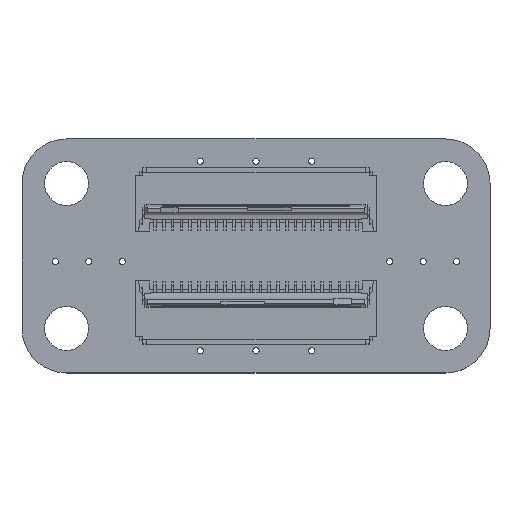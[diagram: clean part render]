
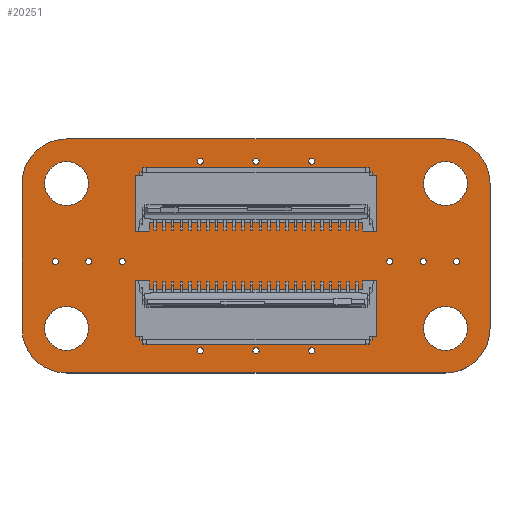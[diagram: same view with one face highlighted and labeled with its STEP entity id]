
A CAD part, top view. The second image highlights one B-rep face of the part: STEP entity #20251.
In plain terms, the highlighted planar face has unit normal (0, 0, 1).
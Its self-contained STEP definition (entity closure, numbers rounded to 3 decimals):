
#1057=FACE_BOUND('',#3258,.T.);
#1058=FACE_BOUND('',#3259,.T.);
#1059=FACE_BOUND('',#3260,.T.);
#1060=FACE_BOUND('',#3261,.T.);
#1061=FACE_BOUND('',#3262,.T.);
#1062=FACE_BOUND('',#3263,.T.);
#1063=FACE_BOUND('',#3264,.T.);
#1064=FACE_BOUND('',#3265,.T.);
#1065=FACE_BOUND('',#3266,.T.);
#1066=FACE_BOUND('',#3267,.T.);
#1067=FACE_BOUND('',#3268,.T.);
#1068=FACE_BOUND('',#3269,.T.);
#1069=FACE_BOUND('',#3270,.T.);
#1070=FACE_BOUND('',#3271,.T.);
#1071=FACE_BOUND('',#3272,.T.);
#1072=FACE_BOUND('',#3273,.T.);
#1243=PLANE('',#21377);
#2220=FACE_OUTER_BOUND('',#3257,.T.);
#3257=EDGE_LOOP('',(#14652,#14653,#14654,#14655,#14656,#14657,#14658,#14659,
#14660,#14661,#14662));
#3258=EDGE_LOOP('',(#14663));
#3259=EDGE_LOOP('',(#14664));
#3260=EDGE_LOOP('',(#14665));
#3261=EDGE_LOOP('',(#14666));
#3262=EDGE_LOOP('',(#14667));
#3263=EDGE_LOOP('',(#14668));
#3264=EDGE_LOOP('',(#14669));
#3265=EDGE_LOOP('',(#14670));
#3266=EDGE_LOOP('',(#14671));
#3267=EDGE_LOOP('',(#14672));
#3268=EDGE_LOOP('',(#14673));
#3269=EDGE_LOOP('',(#14674));
#3270=EDGE_LOOP('',(#14675));
#3271=EDGE_LOOP('',(#14676));
#3272=EDGE_LOOP('',(#14677));
#3273=EDGE_LOOP('',(#14678));
#4465=LINE('',#27697,#7101);
#4468=LINE('',#27703,#7104);
#4472=LINE('',#27715,#7108);
#4475=LINE('',#27721,#7111);
#4479=LINE('',#27733,#7115);
#4482=LINE('',#27739,#7118);
#4486=LINE('',#27749,#7122);
#7101=VECTOR('',#22649,10.);
#7104=VECTOR('',#22654,10.);
#7108=VECTOR('',#22666,10.);
#7111=VECTOR('',#22671,10.);
#7115=VECTOR('',#22683,10.);
#7118=VECTOR('',#22688,10.);
#7122=VECTOR('',#22700,10.);
#9719=CIRCLE('',#21312,1.25);
#9721=CIRCLE('',#21315,0.175);
#9723=CIRCLE('',#21318,0.175);
#9725=CIRCLE('',#21321,0.175);
#9727=CIRCLE('',#21324,1.25);
#9729=CIRCLE('',#21327,0.175);
#9731=CIRCLE('',#21330,0.175);
#9733=CIRCLE('',#21333,0.175);
#9735=CIRCLE('',#21336,1.25);
#9737=CIRCLE('',#21339,0.175);
#9739=CIRCLE('',#21342,0.175);
#9741=CIRCLE('',#21345,0.175);
#9743=CIRCLE('',#21348,1.25);
#9745=CIRCLE('',#21351,0.175);
#9747=CIRCLE('',#21354,0.175);
#9749=CIRCLE('',#21357,0.175);
#9751=CIRCLE('',#21360,2.54);
#9753=CIRCLE('',#21365,2.54);
#9755=CIRCLE('',#21370,2.54);
#9757=CIRCLE('',#21375,2.54);
#9881=VERTEX_POINT('',#27591);
#9883=VERTEX_POINT('',#27597);
#9885=VERTEX_POINT('',#27603);
#9887=VERTEX_POINT('',#27609);
#9889=VERTEX_POINT('',#27615);
#9891=VERTEX_POINT('',#27621);
#9893=VERTEX_POINT('',#27627);
#9895=VERTEX_POINT('',#27633);
#9897=VERTEX_POINT('',#27639);
#9899=VERTEX_POINT('',#27645);
#9901=VERTEX_POINT('',#27651);
#9903=VERTEX_POINT('',#27657);
#9905=VERTEX_POINT('',#27663);
#9907=VERTEX_POINT('',#27669);
#9909=VERTEX_POINT('',#27675);
#9911=VERTEX_POINT('',#27681);
#9914=VERTEX_POINT('',#27688);
#9915=VERTEX_POINT('',#27690);
#9917=VERTEX_POINT('',#27696);
#9919=VERTEX_POINT('',#27702);
#9921=VERTEX_POINT('',#27708);
#9923=VERTEX_POINT('',#27714);
#9925=VERTEX_POINT('',#27720);
#9927=VERTEX_POINT('',#27726);
#9929=VERTEX_POINT('',#27732);
#9931=VERTEX_POINT('',#27738);
#9933=VERTEX_POINT('',#27744);
#11746=EDGE_CURVE('',#9881,#9881,#9719,.T.);
#11749=EDGE_CURVE('',#9883,#9883,#9721,.T.);
#11752=EDGE_CURVE('',#9885,#9885,#9723,.T.);
#11755=EDGE_CURVE('',#9887,#9887,#9725,.T.);
#11758=EDGE_CURVE('',#9889,#9889,#9727,.T.);
#11761=EDGE_CURVE('',#9891,#9891,#9729,.T.);
#11764=EDGE_CURVE('',#9893,#9893,#9731,.T.);
#11767=EDGE_CURVE('',#9895,#9895,#9733,.T.);
#11770=EDGE_CURVE('',#9897,#9897,#9735,.T.);
#11773=EDGE_CURVE('',#9899,#9899,#9737,.T.);
#11776=EDGE_CURVE('',#9901,#9901,#9739,.T.);
#11779=EDGE_CURVE('',#9903,#9903,#9741,.T.);
#11782=EDGE_CURVE('',#9905,#9905,#9743,.T.);
#11785=EDGE_CURVE('',#9907,#9907,#9745,.T.);
#11788=EDGE_CURVE('',#9909,#9909,#9747,.T.);
#11791=EDGE_CURVE('',#9911,#9911,#9749,.T.);
#11794=EDGE_CURVE('',#9915,#9914,#9751,.T.);
#11797=EDGE_CURVE('',#9917,#9915,#4465,.T.);
#11800=EDGE_CURVE('',#9919,#9917,#4468,.T.);
#11803=EDGE_CURVE('',#9921,#9919,#9753,.T.);
#11806=EDGE_CURVE('',#9923,#9921,#4472,.T.);
#11809=EDGE_CURVE('',#9925,#9923,#4475,.T.);
#11812=EDGE_CURVE('',#9927,#9925,#9755,.T.);
#11815=EDGE_CURVE('',#9929,#9927,#4479,.T.);
#11818=EDGE_CURVE('',#9931,#9929,#4482,.T.);
#11821=EDGE_CURVE('',#9933,#9931,#9757,.T.);
#11824=EDGE_CURVE('',#9914,#9933,#4486,.T.);
#14652=ORIENTED_EDGE('',*,*,#11824,.T.);
#14653=ORIENTED_EDGE('',*,*,#11821,.T.);
#14654=ORIENTED_EDGE('',*,*,#11818,.T.);
#14655=ORIENTED_EDGE('',*,*,#11815,.T.);
#14656=ORIENTED_EDGE('',*,*,#11812,.T.);
#14657=ORIENTED_EDGE('',*,*,#11809,.T.);
#14658=ORIENTED_EDGE('',*,*,#11806,.T.);
#14659=ORIENTED_EDGE('',*,*,#11803,.T.);
#14660=ORIENTED_EDGE('',*,*,#11800,.T.);
#14661=ORIENTED_EDGE('',*,*,#11797,.T.);
#14662=ORIENTED_EDGE('',*,*,#11794,.T.);
#14663=ORIENTED_EDGE('',*,*,#11746,.T.);
#14664=ORIENTED_EDGE('',*,*,#11749,.T.);
#14665=ORIENTED_EDGE('',*,*,#11752,.T.);
#14666=ORIENTED_EDGE('',*,*,#11755,.T.);
#14667=ORIENTED_EDGE('',*,*,#11758,.T.);
#14668=ORIENTED_EDGE('',*,*,#11761,.T.);
#14669=ORIENTED_EDGE('',*,*,#11764,.T.);
#14670=ORIENTED_EDGE('',*,*,#11767,.T.);
#14671=ORIENTED_EDGE('',*,*,#11770,.T.);
#14672=ORIENTED_EDGE('',*,*,#11773,.T.);
#14673=ORIENTED_EDGE('',*,*,#11776,.T.);
#14674=ORIENTED_EDGE('',*,*,#11779,.T.);
#14675=ORIENTED_EDGE('',*,*,#11782,.T.);
#14676=ORIENTED_EDGE('',*,*,#11785,.T.);
#14677=ORIENTED_EDGE('',*,*,#11788,.T.);
#14678=ORIENTED_EDGE('',*,*,#11791,.T.);
#20251=ADVANCED_FACE('',(#2220,#1057,#1058,#1059,#1060,#1061,#1062,#1063,
#1064,#1065,#1066,#1067,#1068,#1069,#1070,#1071,#1072),#1243,.T.);
#21312=AXIS2_PLACEMENT_3D('',#27593,#22531,#22532);
#21315=AXIS2_PLACEMENT_3D('',#27599,#22538,#22539);
#21318=AXIS2_PLACEMENT_3D('',#27605,#22545,#22546);
#21321=AXIS2_PLACEMENT_3D('',#27611,#22552,#22553);
#21324=AXIS2_PLACEMENT_3D('',#27617,#22559,#22560);
#21327=AXIS2_PLACEMENT_3D('',#27623,#22566,#22567);
#21330=AXIS2_PLACEMENT_3D('',#27629,#22573,#22574);
#21333=AXIS2_PLACEMENT_3D('',#27635,#22580,#22581);
#21336=AXIS2_PLACEMENT_3D('',#27641,#22587,#22588);
#21339=AXIS2_PLACEMENT_3D('',#27647,#22594,#22595);
#21342=AXIS2_PLACEMENT_3D('',#27653,#22601,#22602);
#21345=AXIS2_PLACEMENT_3D('',#27659,#22608,#22609);
#21348=AXIS2_PLACEMENT_3D('',#27665,#22615,#22616);
#21351=AXIS2_PLACEMENT_3D('',#27671,#22622,#22623);
#21354=AXIS2_PLACEMENT_3D('',#27677,#22629,#22630);
#21357=AXIS2_PLACEMENT_3D('',#27683,#22636,#22637);
#21360=AXIS2_PLACEMENT_3D('',#27691,#22643,#22644);
#21365=AXIS2_PLACEMENT_3D('',#27709,#22660,#22661);
#21370=AXIS2_PLACEMENT_3D('',#27727,#22677,#22678);
#21375=AXIS2_PLACEMENT_3D('',#27745,#22694,#22695);
#21377=AXIS2_PLACEMENT_3D('',#27750,#22701,#22702);
#22531=DIRECTION('center_axis',(0.,0.,-1.));
#22532=DIRECTION('ref_axis',(1.,0.,0.));
#22538=DIRECTION('center_axis',(0.,0.,-1.));
#22539=DIRECTION('ref_axis',(1.,0.,0.));
#22545=DIRECTION('center_axis',(0.,0.,-1.));
#22546=DIRECTION('ref_axis',(1.,0.,0.));
#22552=DIRECTION('center_axis',(0.,0.,-1.));
#22553=DIRECTION('ref_axis',(1.,0.,0.));
#22559=DIRECTION('center_axis',(0.,0.,-1.));
#22560=DIRECTION('ref_axis',(1.,0.,0.));
#22566=DIRECTION('center_axis',(0.,0.,-1.));
#22567=DIRECTION('ref_axis',(1.,0.,0.));
#22573=DIRECTION('center_axis',(0.,0.,-1.));
#22574=DIRECTION('ref_axis',(1.,0.,0.));
#22580=DIRECTION('center_axis',(0.,0.,-1.));
#22581=DIRECTION('ref_axis',(1.,0.,0.));
#22587=DIRECTION('center_axis',(0.,0.,-1.));
#22588=DIRECTION('ref_axis',(1.,0.,0.));
#22594=DIRECTION('center_axis',(0.,0.,-1.));
#22595=DIRECTION('ref_axis',(1.,0.,0.));
#22601=DIRECTION('center_axis',(0.,0.,-1.));
#22602=DIRECTION('ref_axis',(1.,0.,0.));
#22608=DIRECTION('center_axis',(0.,0.,-1.));
#22609=DIRECTION('ref_axis',(1.,0.,0.));
#22615=DIRECTION('center_axis',(0.,0.,-1.));
#22616=DIRECTION('ref_axis',(1.,0.,0.));
#22622=DIRECTION('center_axis',(0.,0.,-1.));
#22623=DIRECTION('ref_axis',(1.,0.,0.));
#22629=DIRECTION('center_axis',(0.,0.,-1.));
#22630=DIRECTION('ref_axis',(1.,0.,0.));
#22636=DIRECTION('center_axis',(0.,0.,-1.));
#22637=DIRECTION('ref_axis',(1.,0.,0.));
#22643=DIRECTION('center_axis',(0.,0.,1.));
#22644=DIRECTION('ref_axis',(-0.087,0.996,0.));
#22649=DIRECTION('',(-0.999,-0.044,0.));
#22654=DIRECTION('',(-1.,0.,0.));
#22660=DIRECTION('center_axis',(0.,0.,1.));
#22661=DIRECTION('ref_axis',(0.996,0.087,0.));
#22666=DIRECTION('',(-0.044,0.999,0.));
#22671=DIRECTION('',(0.,1.,0.));
#22677=DIRECTION('center_axis',(0.,0.,1.));
#22678=DIRECTION('ref_axis',(0.087,-0.996,0.));
#22683=DIRECTION('',(0.999,0.044,0.));
#22688=DIRECTION('',(1.,0.,0.));
#22694=DIRECTION('center_axis',(0.,0.,1.));
#22695=DIRECTION('ref_axis',(-1.,0.,0.));
#22700=DIRECTION('',(0.,-1.,0.));
#22701=DIRECTION('center_axis',(0.,0.,1.));
#22702=DIRECTION('ref_axis',(1.,0.,0.));
#27591=CARTESIAN_POINT('',(-12.045,2.54,1.57));
#27593=CARTESIAN_POINT('Origin',(-10.795,2.54,1.57));
#27597=CARTESIAN_POINT('',(9.35,6.35,1.57));
#27599=CARTESIAN_POINT('Origin',(9.525,6.35,1.57));
#27603=CARTESIAN_POINT('',(-9.7,6.35,1.57));
#27605=CARTESIAN_POINT('Origin',(-9.525,6.35,1.57));
#27609=CARTESIAN_POINT('',(7.445,6.35,1.57));
#27611=CARTESIAN_POINT('Origin',(7.62,6.35,1.57));
#27615=CARTESIAN_POINT('',(9.545,10.795,1.57));
#27617=CARTESIAN_POINT('Origin',(10.795,10.795,1.57));
#27621=CARTESIAN_POINT('',(3.,1.27,1.57));
#27623=CARTESIAN_POINT('Origin',(3.175,1.27,1.57));
#27627=CARTESIAN_POINT('',(-11.605,6.35,1.57));
#27629=CARTESIAN_POINT('Origin',(-11.43,6.35,1.57));
#27633=CARTESIAN_POINT('',(-0.175,1.27,1.57));
#27635=CARTESIAN_POINT('Origin',(0.,1.27,1.57));
#27639=CARTESIAN_POINT('',(-12.045,10.795,1.57));
#27641=CARTESIAN_POINT('Origin',(-10.795,10.795,1.57));
#27645=CARTESIAN_POINT('',(3.,12.065,1.57));
#27647=CARTESIAN_POINT('Origin',(3.175,12.065,1.57));
#27651=CARTESIAN_POINT('',(-7.795,6.35,1.57));
#27653=CARTESIAN_POINT('Origin',(-7.62,6.35,1.57));
#27657=CARTESIAN_POINT('',(11.255,6.35,1.57));
#27659=CARTESIAN_POINT('Origin',(11.43,6.35,1.57));
#27663=CARTESIAN_POINT('',(9.545,2.54,1.57));
#27665=CARTESIAN_POINT('Origin',(10.795,2.54,1.57));
#27669=CARTESIAN_POINT('',(-0.175,12.065,1.57));
#27671=CARTESIAN_POINT('Origin',(0.,12.065,1.57));
#27675=CARTESIAN_POINT('',(-3.35,1.27,1.57));
#27677=CARTESIAN_POINT('Origin',(-3.175,1.27,1.57));
#27681=CARTESIAN_POINT('',(-3.35,12.065,1.57));
#27683=CARTESIAN_POINT('Origin',(-3.175,12.065,1.57));
#27688=CARTESIAN_POINT('',(-13.335,10.795,1.57));
#27690=CARTESIAN_POINT('',(-11.016,13.325,1.57));
#27691=CARTESIAN_POINT('Origin',(-10.795,10.795,1.57));
#27696=CARTESIAN_POINT('',(-10.795,13.335,1.57));
#27697=CARTESIAN_POINT('',(-10.795,13.335,1.57));
#27702=CARTESIAN_POINT('',(10.795,13.335,1.57));
#27703=CARTESIAN_POINT('',(10.795,13.335,1.57));
#27708=CARTESIAN_POINT('',(13.325,11.016,1.57));
#27709=CARTESIAN_POINT('Origin',(10.795,10.795,1.57));
#27714=CARTESIAN_POINT('',(13.335,10.795,1.57));
#27715=CARTESIAN_POINT('',(13.335,10.795,1.57));
#27720=CARTESIAN_POINT('',(13.335,2.54,1.57));
#27721=CARTESIAN_POINT('',(13.335,2.54,1.57));
#27726=CARTESIAN_POINT('',(11.016,0.01,1.57));
#27727=CARTESIAN_POINT('Origin',(10.795,2.54,1.57));
#27732=CARTESIAN_POINT('',(10.795,0.,1.57));
#27733=CARTESIAN_POINT('',(10.795,0.,1.57));
#27738=CARTESIAN_POINT('',(-10.795,0.,1.57));
#27739=CARTESIAN_POINT('',(-10.795,0.,1.57));
#27744=CARTESIAN_POINT('',(-13.335,2.54,1.57));
#27745=CARTESIAN_POINT('Origin',(-10.795,2.54,1.57));
#27749=CARTESIAN_POINT('',(-13.335,10.795,1.57));
#27750=CARTESIAN_POINT('Origin',(0.,6.667,
1.57));
